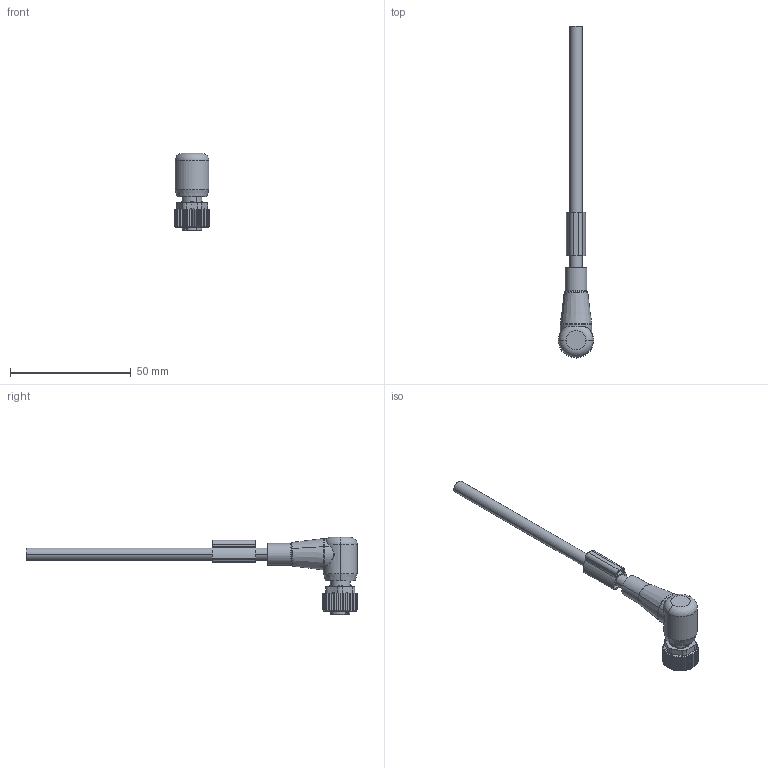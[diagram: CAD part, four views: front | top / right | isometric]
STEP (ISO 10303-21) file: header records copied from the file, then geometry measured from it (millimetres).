
FILE_DESCRIPTION(('CATIA V5 STEP Exchange','CAx-IF Rec.Pracs.--- Model Styling and Organization---1.4--- 2014-01-23'),'2;1');
FILE_NAME ('003681-4_0', '2020-05-06T05:32:18+00:00', ('none'), ('Weidmueller'), 'CATIA Version 5-6 Release 2016 SP3 HF44', 'CATIA V5 STEP AP214', 'none');
FILE_SCHEMA(('AUTOMOTIVE_DESIGN { 1 0 10303 214 1 1 1 1 }'));
Length unit declared in the file: millimetre
Products named in the file (1): 1022931000
Bounding box: 14.52 x 137.3 x 32 mm (x, y, z)
Volume: 8507.6 mm3; surface area: 7361.9 mm2
Topology: 21 solids, 21 shells, 668 faces, 1619 edges, 1019 vertices
Faces by surface type: plane 258, cylinder 215, cone 102, torus 62, bspline 27, revolution 4
Entity records: 19958 total; most frequent: CARTESIAN_POINT 6030, ORIENTED_EDGE 3198, DIRECTION 2108, EDGE_CURVE 1599, AXIS2_PLACEMENT_3D 1046, VERTEX_POINT 1019, EDGE_LOOP 742, ADVANCED_FACE 668
